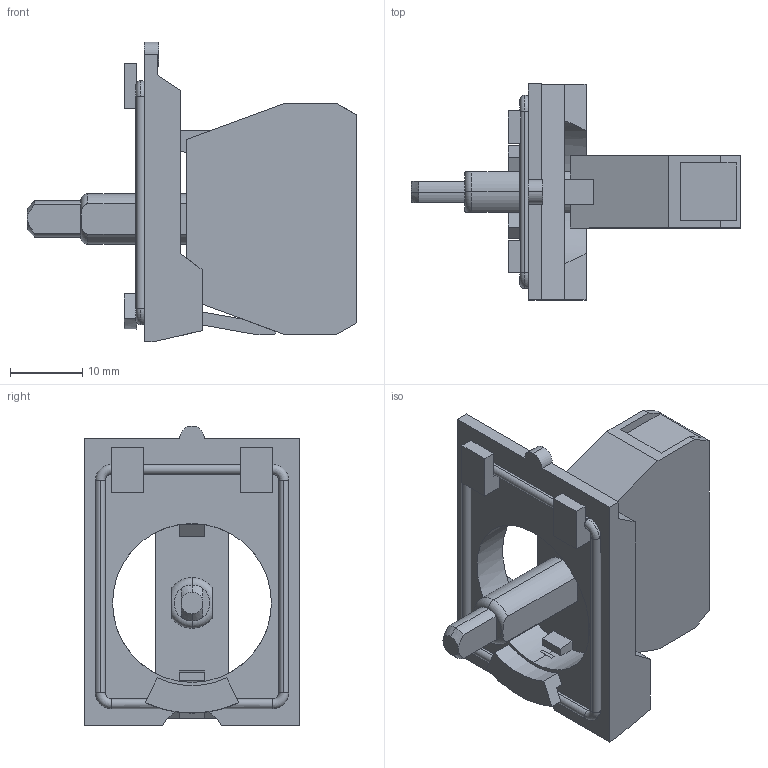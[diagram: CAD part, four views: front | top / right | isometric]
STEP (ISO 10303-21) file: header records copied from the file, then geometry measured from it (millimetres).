
FILE_DESCRIPTION(('starvars output'),'2;1');
FILE_NAME('ZB5AV18B6_3D.stp','10:59:50 2020/03/31',( 'Thomas Industrial Network Germany GmbH'),( 'Thomas Industrial Network Germany GmbH'),'unknown preprocess','ACIS' ,'unknown authorization');
FILE_SCHEMA(('AUTOMOTIVE_DESIGN_CC2 {UNKNOWN IMPLEMENTATION LEVEL}'));
Length unit declared in the file: millimetre
Products named in the file (1): PRODUCT_ID_6
Bounding box: 45.59 x 29.84 x 41.5 mm (x, y, z)
Volume: 11986.8 mm3; surface area: 6171.5 mm2
Topology: 1 solids, 1 shells, 131 faces, 373 edges, 242 vertices
Faces by surface type: plane 82, cylinder 31, torus 14, cone 4
Entity records: 4962 total; most frequent: ORIENTED_EDGE 746, CARTESIAN_POINT 712, DIRECTION 555, EDGE_CURVE 373, VERTEX_POINT 242, VECTOR 221, LINE 221, AXIS2_PLACEMENT_3D 167
